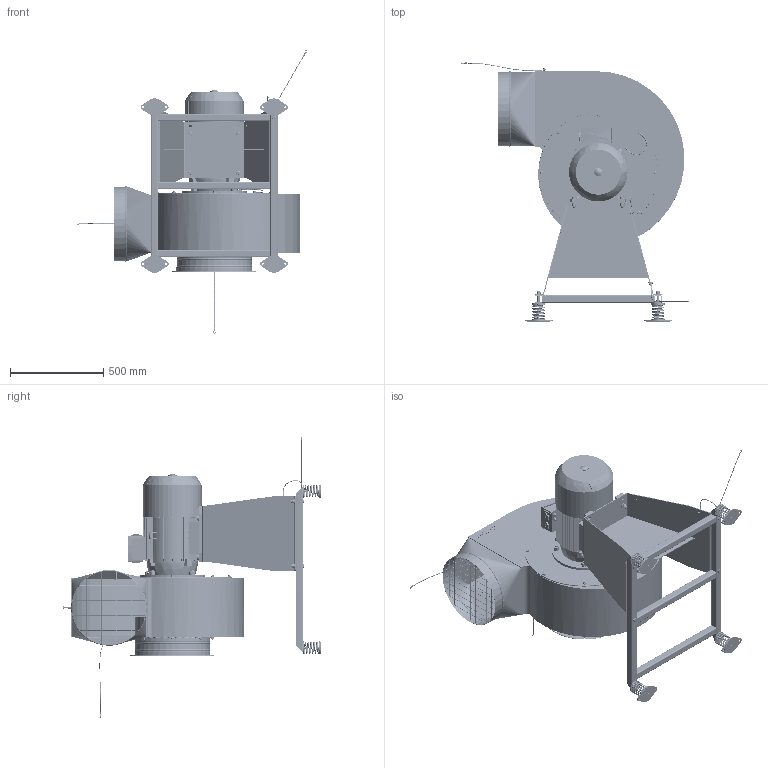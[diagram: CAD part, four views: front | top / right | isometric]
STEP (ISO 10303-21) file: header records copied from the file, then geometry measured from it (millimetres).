
FILE_DESCRIPTION(/* description */ ('888W28 WPA-14-S-N/Ex','CAx-IF Rec.Pracs.---Representation and Presentation of Product Manufacturing Information (PMI)---4.0---2014-10-13'),/* implementation_level */ '2;1');
FILE_NAME(/* name */ '888W28 WPA-14-S-N_Ex.stp',/* time_stamp */ '2022-05-10T10:35:39+02:00',/* author */ ('b.kitowicz'),/* organization */ ('KLIMAWENT S.A.'),/* preprocessor_version */ 'ST-DEVELOPER v18.1',/* originating_system */ 'Autodesk Inventor 2021',/* authorisation */ '');
FILE_SCHEMA (('AP242_MANAGED_MODEL_BASED_3D_ENGINEERING_MIM_LF { 1 0 10303 442 1 1 4 }'));
Products named in the file (1): ~~
Bounding box: 1236.7 x 1388.05 x 1518.11 mm (x, y, z)
Volume: 51548690.7 mm3; surface area: 9025760 mm2
Topology: 49 solids, 59 shells, 7688 faces, 20248 edges, 13173 vertices
Faces by surface type: plane 4252, cylinder 1647, bspline 1169, cone 380, torus 240
Full cylindrical faces by diameter (mm): 3 x36, 3.2 x2, 3.5 x2, 4 x11, 4.5 x12, 5.5 x12, 6 x16, 6.1 x1, 6.4 x1, 6.5 x16, 7 x11, 8 x24, 8.1 x3, 8.16 x4, 8.2 x8, 8.38 x1, 8.4 x12, 8.5 x7, 8.88 x2, 10 x45, 10.5 x11, 11 x21, 11.63 x9, 12 x12, 13 x12, 13.835 x1, 14 x8, 14.63 x13, 15 x8, 16 x8
Entity records: 271613 total; most frequent: CARTESIAN_POINT 79797, ORIENTED_EDGE 40532, DIRECTION 34898, EDGE_CURVE 20266, VERTEX_POINT 13185, AXIS2_PLACEMENT_3D 11756, LINE 11386, VECTOR 11386
